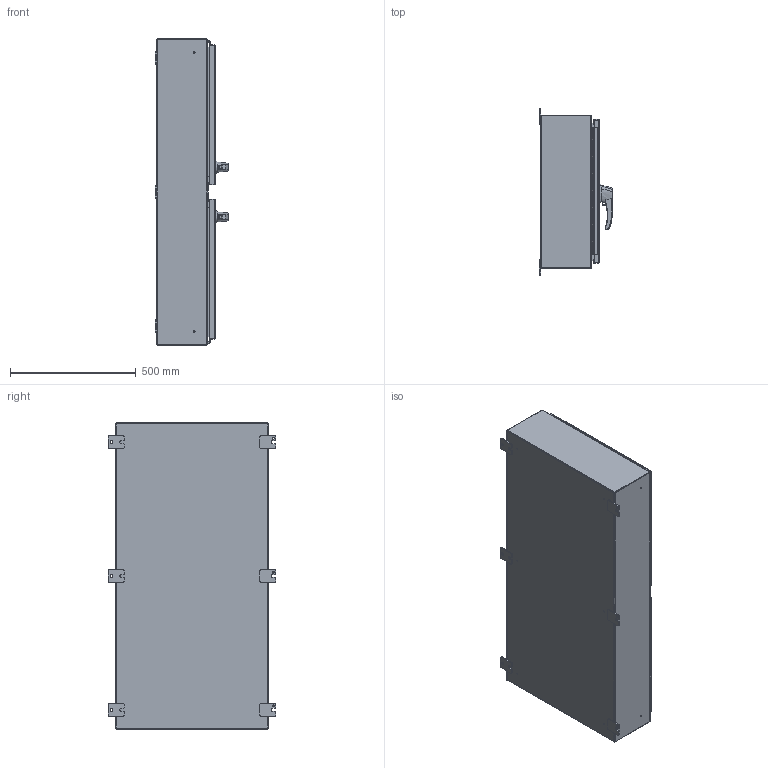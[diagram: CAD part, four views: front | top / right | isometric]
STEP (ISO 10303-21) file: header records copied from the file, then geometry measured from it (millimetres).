
FILE_DESCRIPTION (( 'STEP AP214' ), '1' );
FILE_NAME ('HN4WM24488GY.STEP', '2019-09-03T19:08:58', ( '' ), ( '' ), 'SwSTEP 2.0', 'SolidWorks 2018', '' );
FILE_SCHEMA (( 'AUTOMOTIVE_DESIGN' ));
Length unit declared in the file: inch
Products named in the file (1): HN4WM24488GY
Bounding box: 291.77 x 666.75 x 1219.2 mm (x, y, z)
Volume: 8782538.3 mm3; surface area: 7070399.4 mm2
Topology: 102 solids, 104 shells, 2636 faces, 6659 edges, 4278 vertices
Faces by surface type: plane 1243, cylinder 1101, bspline 148, cone 144
Entity records: 126676 total; most frequent: CARTESIAN_POINT 27916, ORIENTED_EDGE 13290, DIRECTION 13029, EDGE_CURVE 6645, AXIS2_PLACEMENT_3D 4695, VERTEX_POINT 4278, VECTOR 3639, LINE 3639
